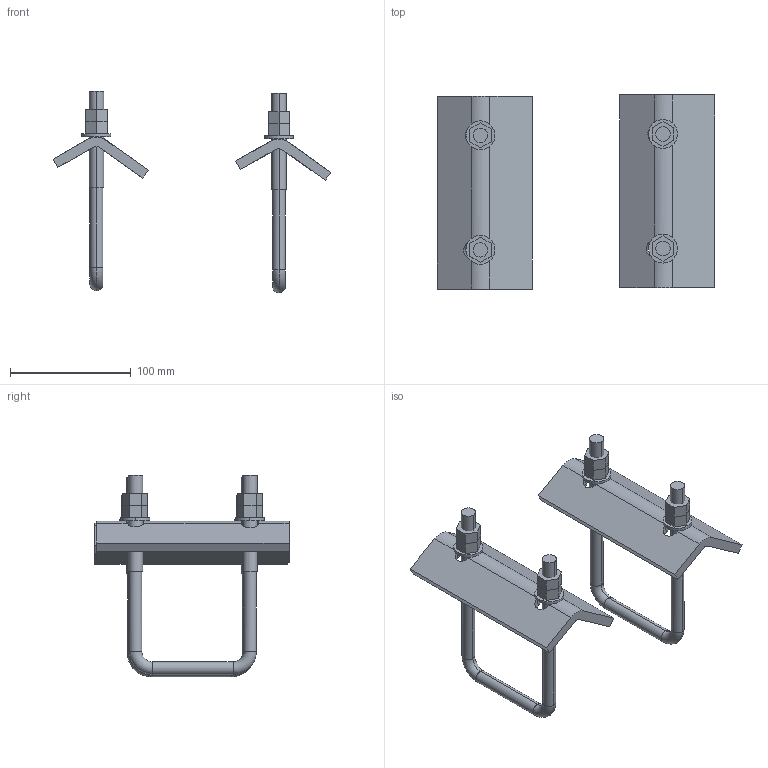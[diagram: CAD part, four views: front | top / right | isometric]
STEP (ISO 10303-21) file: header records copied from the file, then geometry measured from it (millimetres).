
FILE_DESCRIPTION (( 'STEP AP214' ), '1' );
FILE_NAME ('R952-070.STEP', '2024-07-08T13:50:29', ( '' ), ( '' ), 'SwSTEP 2.0', 'SolidWorks 2024', '' );
FILE_SCHEMA (( 'AUTOMOTIVE_DESIGN' ));
Length unit declared in the file: millimetre
Products named in the file (1): R952-070
Bounding box: 230.5 x 161.1 x 167.07 mm (x, y, z)
Volume: 312915.5 mm3; surface area: 107892.4 mm2
Topology: 20 solids, 20 shells, 192 faces, 464 edges, 304 vertices
Faces by surface type: plane 108, cylinder 76, torus 8
Entity records: 6294 total; most frequent: CARTESIAN_POINT 1569, ORIENTED_EDGE 928, DIRECTION 902, EDGE_CURVE 464, AXIS2_PLACEMENT_3D 305, VERTEX_POINT 304, LINE 292, VECTOR 292
